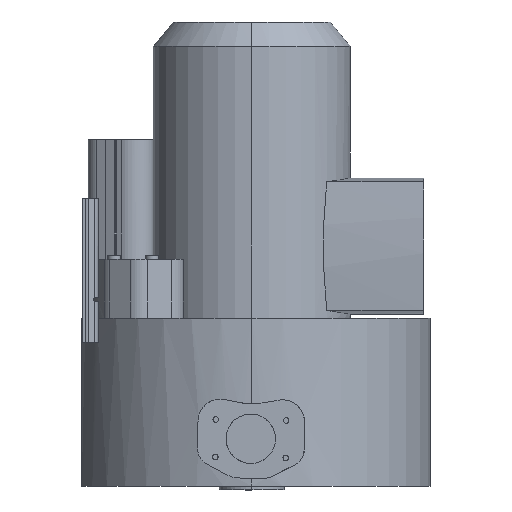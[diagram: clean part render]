
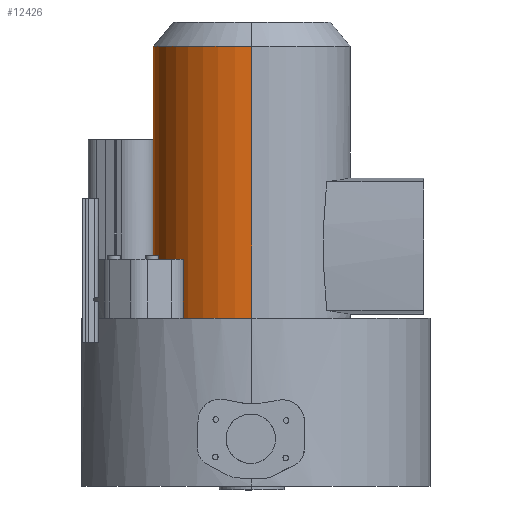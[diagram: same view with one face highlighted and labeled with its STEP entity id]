
A CAD part, left-side view. The second image highlights one B-rep face of the part: STEP entity #12426.
In plain terms, the highlighted cylindrical face has radius 89 mm (diameter 178 mm), a partial arc.
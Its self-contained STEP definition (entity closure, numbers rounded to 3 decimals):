
#43 = DIRECTION ( 'NONE',  ( 1., 0., 0. ) ) ;
#808 = ORIENTED_EDGE ( 'NONE', *, *, #6766, .T. ) ;
#1323 = DIRECTION ( 'NONE',  ( 1., 0., 0. ) ) ;
#2187 = EDGE_LOOP ( 'NONE', ( #808, #9920, #9639, #3361 ) ) ;
#2741 = VERTEX_POINT ( 'NONE', #6191 ) ;
#2794 = CARTESIAN_POINT ( 'NONE',  ( 89., 0., 303.75 ) ) ;
#2879 = CARTESIAN_POINT ( 'NONE',  ( 0., 0., 303.75 ) ) ;
#3114 = LINE ( 'NONE', #5039, #4237 ) ;
#3262 = EDGE_CURVE ( 'NONE', #2741, #9794, #3114, .T. ) ;
#3361 = ORIENTED_EDGE ( 'NONE', *, *, #7381, .F. ) ;
#4088 = DIRECTION ( 'NONE',  ( 0., 0., 1. ) ) ;
#4089 = CIRCLE ( 'NONE', #4906, 89. ) ;
#4235 = VERTEX_POINT ( 'NONE', #2794 ) ;
#4237 = VECTOR ( 'NONE', #6065, 1000. ) ;
#4515 = CIRCLE ( 'NONE', #7400, 89. ) ;
#4906 = AXIS2_PLACEMENT_3D ( 'NONE', #11187, #4088, #1323 ) ;
#4929 = CARTESIAN_POINT ( 'NONE',  ( 0., 0., 58.45 ) ) ;
#5039 = CARTESIAN_POINT ( 'NONE',  ( -89., 0., 58.45 ) ) ;
#5801 = CARTESIAN_POINT ( 'NONE',  ( 89., 0., 58.45 ) ) ;
#5894 = FACE_OUTER_BOUND ( 'NONE', #2187, .T. ) ;
#6065 = DIRECTION ( 'NONE',  ( 0., 0., 1. ) ) ;
#6191 = CARTESIAN_POINT ( 'NONE',  ( -89., 0., 58.45 ) ) ;
#6298 = CARTESIAN_POINT ( 'NONE',  ( -89., 0., 303.75 ) ) ;
#6766 = EDGE_CURVE ( 'NONE', #10945, #2741, #4089, .T. ) ;
#6948 = VECTOR ( 'NONE', #7862, 1000. ) ;
#7381 = EDGE_CURVE ( 'NONE', #10945, #4235, #11669, .T. ) ;
#7400 = AXIS2_PLACEMENT_3D ( 'NONE', #2879, #7761, #8725 ) ;
#7761 = DIRECTION ( 'NONE',  ( 0., 0., -1. ) ) ;
#7862 = DIRECTION ( 'NONE',  ( 0., 0., 1. ) ) ;
#8725 = DIRECTION ( 'NONE',  ( -1., 0., 0. ) ) ;
#8858 = DIRECTION ( 'NONE',  ( 0., 0., 1. ) ) ;
#9639 = ORIENTED_EDGE ( 'NONE', *, *, #12345, .T. ) ;
#9794 = VERTEX_POINT ( 'NONE', #6298 ) ;
#9818 = CYLINDRICAL_SURFACE ( 'NONE', #10297, 89. ) ;
#9920 = ORIENTED_EDGE ( 'NONE', *, *, #3262, .T. ) ;
#10297 = AXIS2_PLACEMENT_3D ( 'NONE', #4929, #8858, #43 ) ;
#10583 = CARTESIAN_POINT ( 'NONE',  ( 89., 0., 58.45 ) ) ;
#10945 = VERTEX_POINT ( 'NONE', #10583 ) ;
#11187 = CARTESIAN_POINT ( 'NONE',  ( 0., 0., 58.45 ) ) ;
#11669 = LINE ( 'NONE', #5801, #6948 ) ;
#12345 = EDGE_CURVE ( 'NONE', #9794, #4235, #4515, .T. ) ;
#12426 = ADVANCED_FACE ( 'NONE', ( #5894 ), #9818, .T. ) ;
